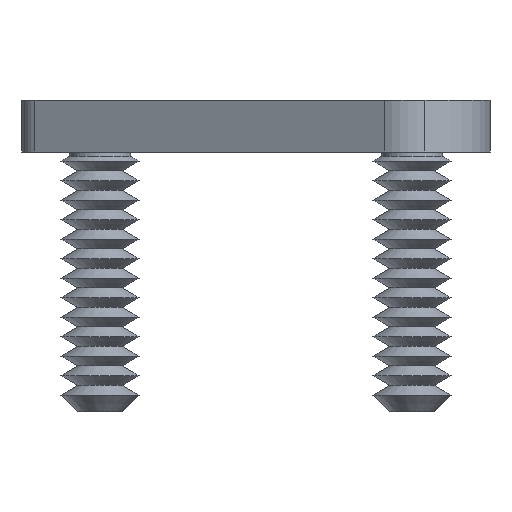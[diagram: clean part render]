
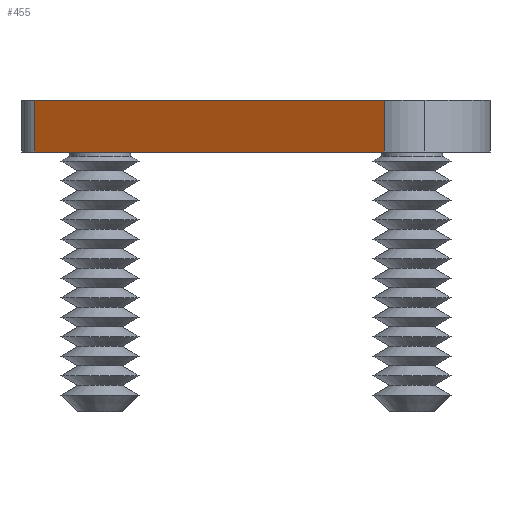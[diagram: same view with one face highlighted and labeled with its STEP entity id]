
A CAD part, front view. The second image highlights one B-rep face of the part: STEP entity #455.
In plain terms, the highlighted planar face has unit normal (-0.5, -0.866, 0).
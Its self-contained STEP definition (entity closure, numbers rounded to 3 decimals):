
#15 = AXIS2_PLACEMENT_3D ( 'NONE', #897, #982, #2493 ) ;
#27 = DIRECTION ( 'NONE',  ( 0., 0., -1. ) ) ;
#341 = CARTESIAN_POINT ( 'NONE',  ( 1.251, -19.011, 28.75 ) ) ;
#373 = LINE ( 'NONE', #1879, #1226 ) ;
#455 = ADVANCED_FACE ( 'NONE', ( #2416 ), #4366, .F. ) ;
#489 = VERTEX_POINT ( 'NONE', #4390 ) ;
#540 = VECTOR ( 'NONE', #2387, 1000. ) ;
#734 = EDGE_LOOP ( 'NONE', ( #4114, #4430, #2877, #2582 ) ) ;
#754 = EDGE_CURVE ( 'NONE', #489, #4270, #3578, .T. ) ;
#897 = CARTESIAN_POINT ( 'NONE',  ( 1.251, -19.011, 30.75 ) ) ;
#903 = CARTESIAN_POINT ( 'NONE',  ( 0.679, -18.681, 28.75 ) ) ;
#949 = CARTESIAN_POINT ( 'NONE',  ( 1.251, -19.011, 30.75 ) ) ;
#982 = DIRECTION ( 'NONE',  ( 0.5, 0.866, 0. ) ) ;
#1226 = VECTOR ( 'NONE', #27, 1000. ) ;
#1239 = DIRECTION ( 'NONE',  ( 0.866, -0.5, 0. ) ) ;
#1321 = VECTOR ( 'NONE', #1239, 1000. ) ;
#1585 = VERTEX_POINT ( 'NONE', #903 ) ;
#1692 = EDGE_CURVE ( 'NONE', #1585, #4270, #1743, .T. ) ;
#1743 = LINE ( 'NONE', #3272, #2280 ) ;
#1879 = CARTESIAN_POINT ( 'NONE',  ( -12.749, -10.928, 30.75 ) ) ;
#2280 = VECTOR ( 'NONE', #4319, 1000. ) ;
#2387 = DIRECTION ( 'NONE',  ( 0.866, -0.5, 0. ) ) ;
#2416 = FACE_OUTER_BOUND ( 'NONE', #734, .T. ) ;
#2493 = DIRECTION ( 'NONE',  ( 0., 0., -1. ) ) ;
#2582 = ORIENTED_EDGE ( 'NONE', *, *, #3499, .T. ) ;
#2722 = VERTEX_POINT ( 'NONE', #3526 ) ;
#2877 = ORIENTED_EDGE ( 'NONE', *, *, #754, .F. ) ;
#3101 = CARTESIAN_POINT ( 'NONE',  ( 0.679, -18.681, 30.75 ) ) ;
#3272 = CARTESIAN_POINT ( 'NONE',  ( 0.679, -18.681, 30.75 ) ) ;
#3496 = LINE ( 'NONE', #341, #1321 ) ;
#3499 = EDGE_CURVE ( 'NONE', #489, #2722, #373, .T. ) ;
#3526 = CARTESIAN_POINT ( 'NONE',  ( -12.749, -10.928, 28.75 ) ) ;
#3578 = LINE ( 'NONE', #949, #540 ) ;
#4114 = ORIENTED_EDGE ( 'NONE', *, *, #4306, .T. ) ;
#4270 = VERTEX_POINT ( 'NONE', #3101 ) ;
#4306 = EDGE_CURVE ( 'NONE', #2722, #1585, #3496, .T. ) ;
#4319 = DIRECTION ( 'NONE',  ( 0., 0., 1. ) ) ;
#4366 = PLANE ( 'NONE',  #15 ) ;
#4390 = CARTESIAN_POINT ( 'NONE',  ( -12.749, -10.928, 30.75 ) ) ;
#4430 = ORIENTED_EDGE ( 'NONE', *, *, #1692, .T. ) ;
